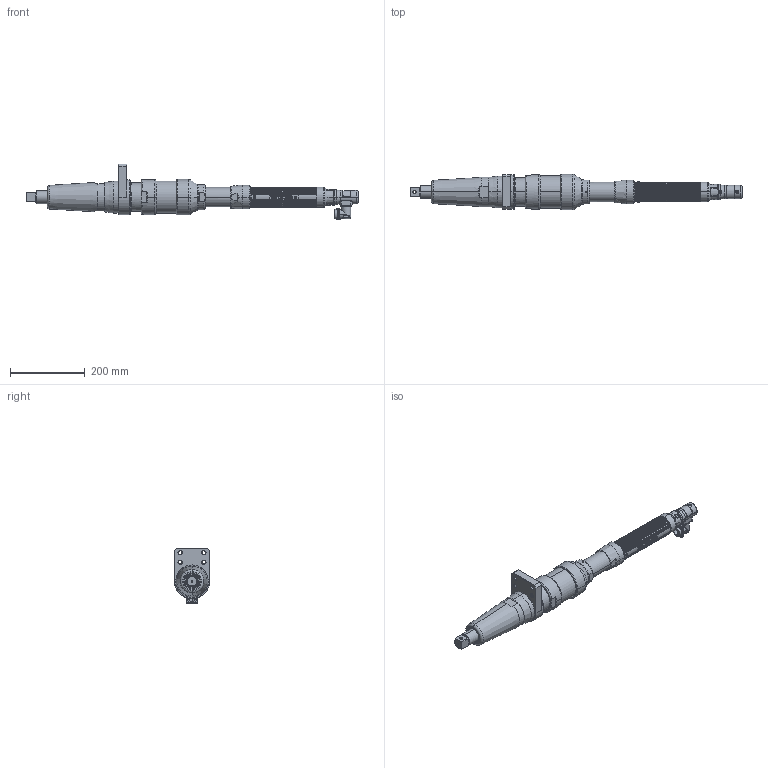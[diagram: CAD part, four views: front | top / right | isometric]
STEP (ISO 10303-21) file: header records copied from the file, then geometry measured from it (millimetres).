
FILE_DESCRIPTION((''),'2;1');
FILE_NAME('EB55MB5F1S0051-1100','2020-07-30T16:49:28',('CEG0317'),(''),'CREO PARAMETRIC BY PTC INC, 2017380','CREO PARAMETRIC BY PTC INC, 2017380','');
FILE_SCHEMA(('CONFIG_CONTROL_DESIGN'));
Length unit declared in the file: inch
Products named in the file (1): EB55MB5F1S0051-1100
Bounding box: 890.36 x 95 x 150.11 mm (x, y, z)
Surface area: 292598.8 mm2 (no closed solid volume)
Topology: 0 solids, 136 shells, 555 faces, 3349 edges, 2812 vertices
Faces by surface type: cylinder 252, plane 156, cone 56, torus 50, bspline 39, extrusion 2
Entity records: 40786 total; most frequent: CARTESIAN_POINT 16933, DIRECTION 4487, ORIENTED_EDGE 4167, EDGE_CURVE 3349, VERTEX_POINT 2812, VECTOR 1707, LINE 1705, AXIS2_PLACEMENT_3D 1390
